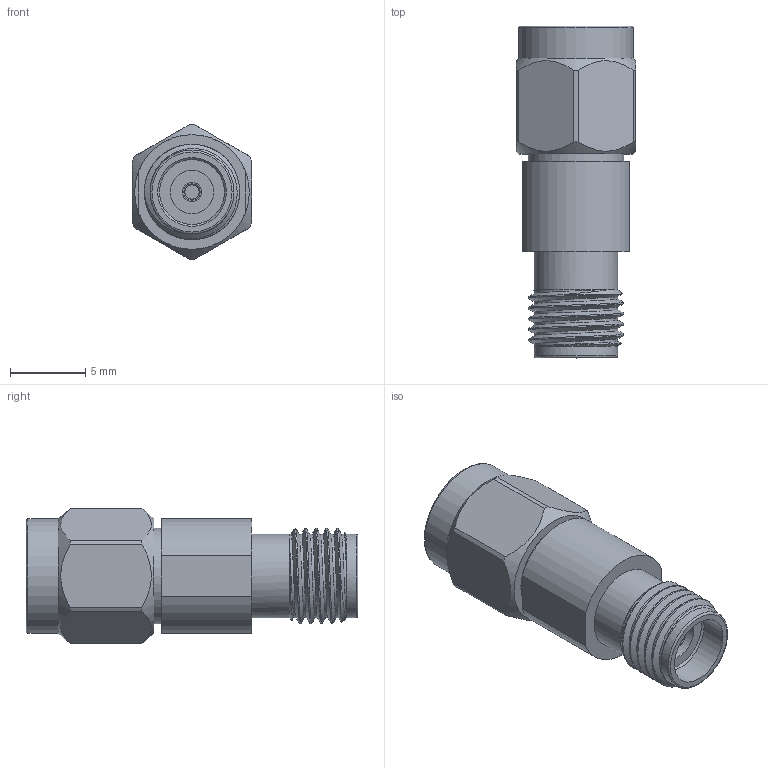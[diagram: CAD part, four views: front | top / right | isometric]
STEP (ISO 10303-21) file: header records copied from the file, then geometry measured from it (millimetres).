
FILE_DESCRIPTION (( 'STEP AP203' ), '1' );
FILE_NAME ('PE7AP412-00_3D.step', '2022-04-26T17:40:01', ( '' ), ( '' ), 'SwSTEP 2.0', 'SolidWorks 2021', '' );
FILE_SCHEMA (( 'CONFIG_CONTROL_DESIGN' ));
Length unit declared in the file: inch
Products named in the file (1): PE7AP412-00_3D
Bounding box: 7.94 x 22.1 x 8.99 mm (x, y, z)
Volume: 733.3 mm3; surface area: 935.1 mm2
Topology: 1 solids, 1 shells, 85 faces, 211 edges, 139 vertices
Faces by surface type: plane 38, cylinder 26, cone 13, bspline 6, torus 2
Full cylindrical faces by diameter (mm): 0.94 x2, 1.27 x2, 2.9 x1, 2.92 x1, 4.572 x2, 5.582 x2, 6.35 x1, 7 x5, 7.641 x1
Entity records: 5468 total; most frequent: CARTESIAN_POINT 3693, DIRECTION 341, ORIENTED_EDGE 330, EDGE_CURVE 165, AXIS2_PLACEMENT_3D 144, VERTEX_POINT 118, EDGE_LOOP 113, FACE_OUTER_BOUND 96
